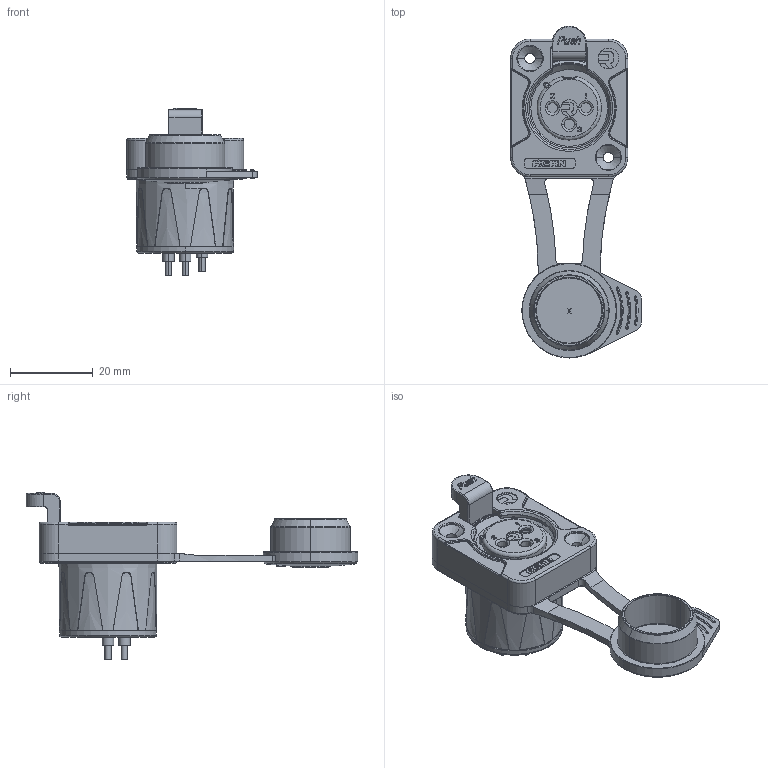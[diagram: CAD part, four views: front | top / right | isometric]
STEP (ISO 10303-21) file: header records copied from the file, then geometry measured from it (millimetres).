
FILE_DESCRIPTION((''),'2;1');
FILE_NAME('RRX3F-Z-012-0_ASM','2023-04-06T10:35:56',('xju'),(''),'CREO PARAMETRIC BY PTC INC, 2021184','CREO PARAMETRIC BY PTC INC, 2021184','');
FILE_SCHEMA(('CONFIG_CONTROL_DESIGN'));
Length unit declared in the file: millimetre
Products named in the file (1): RRX3F-Z-012-0_ASM
Bounding box: 31.7 x 80.45 x 40.6 mm (x, y, z)
Volume: 18673.1 mm3; surface area: 9921.9 mm2
Topology: 1 solids, 10 shells, 1409 faces, 3858 edges, 2531 vertices
Faces by surface type: plane 748, cylinder 302, torus 140, cone 70, extrusion 63, bspline 59, sphere 27
Entity records: 50600 total; most frequent: CARTESIAN_POINT 14588, ORIENTED_EDGE 7710, DIRECTION 7458, EDGE_CURVE 3855, AXIS2_PLACEMENT_3D 2756, VERTEX_POINT 2531, VECTOR 1946, LINE 1883
